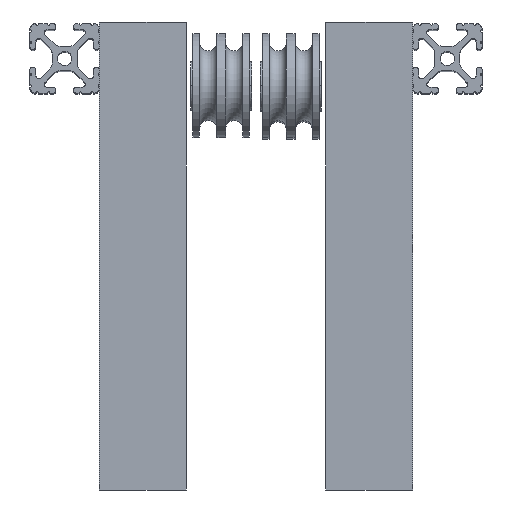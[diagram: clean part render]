
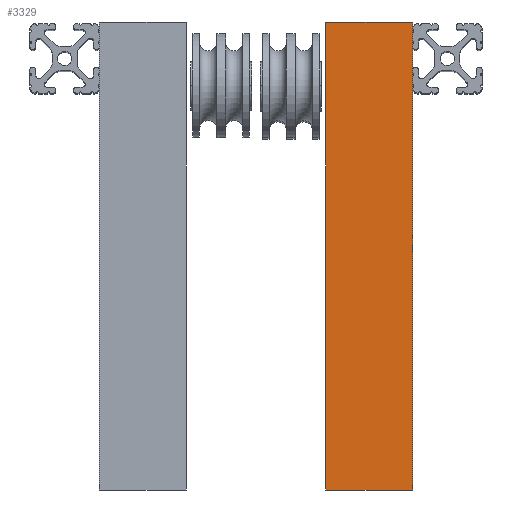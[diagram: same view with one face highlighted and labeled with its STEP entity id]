
A CAD part, top view. The second image highlights one B-rep face of the part: STEP entity #3329.
In plain terms, the highlighted planar face has unit normal (0, 0, 1).
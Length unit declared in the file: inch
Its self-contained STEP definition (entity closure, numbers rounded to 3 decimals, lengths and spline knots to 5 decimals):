
#298=FACE_OUTER_BOUND('',#477,.T.);
#477=EDGE_LOOP('',(#2837,#2838,#2839,#2840));
#753=LINE('',#5561,#1039);
#771=LINE('',#5618,#1057);
#772=LINE('',#5620,#1058);
#773=LINE('',#5621,#1059);
#1039=VECTOR('',#4510,0.3937);
#1057=VECTOR('',#4570,0.3937);
#1058=VECTOR('',#4573,0.3937);
#1059=VECTOR('',#4574,0.3937);
#1547=VERTEX_POINT('',#5558);
#1548=VERTEX_POINT('',#5560);
#1565=VERTEX_POINT('',#5614);
#1566=VERTEX_POINT('',#5616);
#1983=EDGE_CURVE('',#1547,#1548,#753,.T.);
#2011=EDGE_CURVE('',#1565,#1566,#771,.T.);
#2012=EDGE_CURVE('',#1547,#1565,#772,.T.);
#2013=EDGE_CURVE('',#1548,#1566,#773,.T.);
#2837=ORIENTED_EDGE('',*,*,#2012,.T.);
#2838=ORIENTED_EDGE('',*,*,#2011,.T.);
#2839=ORIENTED_EDGE('',*,*,#2013,.F.);
#2840=ORIENTED_EDGE('',*,*,#1983,.F.);
#3174=PLANE('',#3699);
#3329=ADVANCED_FACE('',(#298),#3174,.T.);
#3699=AXIS2_PLACEMENT_3D('',#5619,#4571,#4572);
#4510=DIRECTION('',(1.,0.,0.));
#4570=DIRECTION('',(1.,0.,0.));
#4571=DIRECTION('center_axis',(0.,0.,1.));
#4572=DIRECTION('ref_axis',(0.,-1.,0.));
#4573=DIRECTION('',(0.,-1.,0.));
#4574=DIRECTION('',(0.,-1.,0.));
#5558=CARTESIAN_POINT('',(1.,26.,22.));
#5560=CARTESIAN_POINT('',(2.25,26.,22.));
#5561=CARTESIAN_POINT('',(1.,26.,22.));
#5614=CARTESIAN_POINT('',(1.,19.27246,22.));
#5616=CARTESIAN_POINT('',(2.25,19.27246,22.));
#5618=CARTESIAN_POINT('',(1.,19.27246,22.));
#5619=CARTESIAN_POINT('Origin',(1.,26.,22.));
#5620=CARTESIAN_POINT('',(1.,26.,22.));
#5621=CARTESIAN_POINT('',(2.25,26.,22.));
